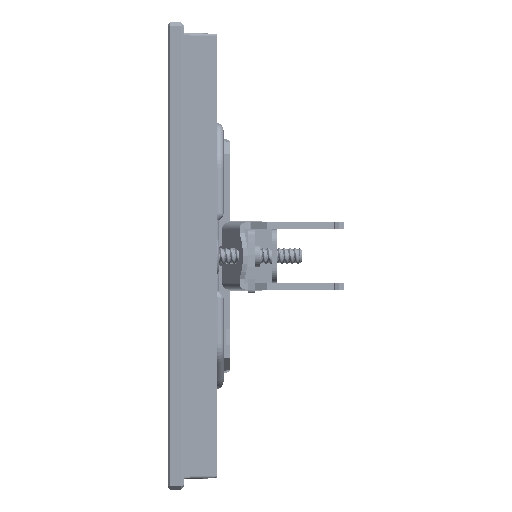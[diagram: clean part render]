
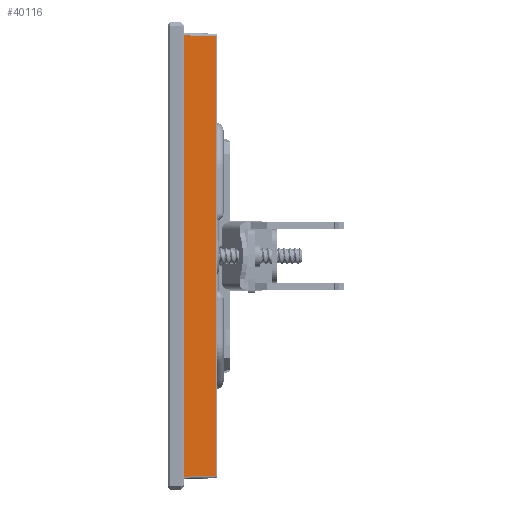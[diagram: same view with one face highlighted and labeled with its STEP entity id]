
A CAD part, left-side view. The second image highlights one B-rep face of the part: STEP entity #40116.
In plain terms, the highlighted planar face has unit normal (-0.999, -0.035, 0).
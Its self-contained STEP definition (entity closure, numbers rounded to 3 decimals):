
#3613 = DIRECTION ( 'NONE',  ( 0., 0., -1. ) ) ;
#12220 = AXIS2_PLACEMENT_3D ( 'NONE', #188352, #318323, #26296 ) ;
#24203 = PLANE ( 'NONE',  #12220 ) ;
#26296 = DIRECTION ( 'NONE',  ( -0.035, 0.999, 0. ) ) ;
#40116 = ADVANCED_FACE ( 'NONE', ( #88134 ), #24203, .T. ) ;
#42671 = VERTEX_POINT ( 'NONE', #273260 ) ;
#53869 = CARTESIAN_POINT ( 'NONE',  ( -41.787, 0.097, 258.713 ) ) ;
#68978 = CARTESIAN_POINT ( 'NONE',  ( -42., 6.2, 258.5 ) ) ;
#69740 = ORIENTED_EDGE ( 'NONE', *, *, #158847, .T. ) ;
#81665 = LINE ( 'NONE', #273581, #98140 ) ;
#88134 = FACE_OUTER_BOUND ( 'NONE', #208406, .T. ) ;
#98140 = VECTOR ( 'NONE', #337539, 1000. ) ;
#119839 = EDGE_CURVE ( 'NONE', #42671, #265044, #229274, .T. ) ;
#123751 = EDGE_CURVE ( 'NONE', #163566, #42671, #81665, .T. ) ;
#136356 = ORIENTED_EDGE ( 'NONE', *, *, #362254, .T. ) ;
#158847 = EDGE_CURVE ( 'NONE', #160001, #265044, #292826, .T. ) ;
#160001 = VERTEX_POINT ( 'NONE', #330168 ) ;
#163566 = VERTEX_POINT ( 'NONE', #233763 ) ;
#174032 = LINE ( 'NONE', #235903, #339887 ) ;
#178161 = VECTOR ( 'NONE', #197293, 1000. ) ;
#188352 = CARTESIAN_POINT ( 'NONE',  ( -42., 6.2, 255.432 ) ) ;
#197293 = DIRECTION ( 'NONE',  ( 0., 0., -1. ) ) ;
#208406 = EDGE_LOOP ( 'NONE', ( #387299, #136356, #69740, #413944 ) ) ;
#229274 = LINE ( 'NONE', #323079, #178161 ) ;
#233763 = CARTESIAN_POINT ( 'NONE',  ( -42., 6.2, 341.5 ) ) ;
#235903 = CARTESIAN_POINT ( 'NONE',  ( -42., 6.2, 341.5 ) ) ;
#237316 = DIRECTION ( 'NONE',  ( 0.035, -0.999, 0.035 ) ) ;
#265044 = VERTEX_POINT ( 'NONE', #53869 ) ;
#273260 = CARTESIAN_POINT ( 'NONE',  ( -41.787, 0.097, 341.287 ) ) ;
#273581 = CARTESIAN_POINT ( 'NONE',  ( -42., 6.2, 341.5 ) ) ;
#292826 = LINE ( 'NONE', #68978, #410454 ) ;
#318323 = DIRECTION ( 'NONE',  ( -0.999, -0.035, 0. ) ) ;
#323079 = CARTESIAN_POINT ( 'NONE',  ( -41.787, 0.097, 341.287 ) ) ;
#330168 = CARTESIAN_POINT ( 'NONE',  ( -42., 6.2, 258.5 ) ) ;
#337539 = DIRECTION ( 'NONE',  ( 0.035, -0.999, -0.035 ) ) ;
#339887 = VECTOR ( 'NONE', #3613, 1000. ) ;
#362254 = EDGE_CURVE ( 'NONE', #163566, #160001, #174032, .T. ) ;
#387299 = ORIENTED_EDGE ( 'NONE', *, *, #123751, .F. ) ;
#410454 = VECTOR ( 'NONE', #237316, 1000. ) ;
#413944 = ORIENTED_EDGE ( 'NONE', *, *, #119839, .F. ) ;
